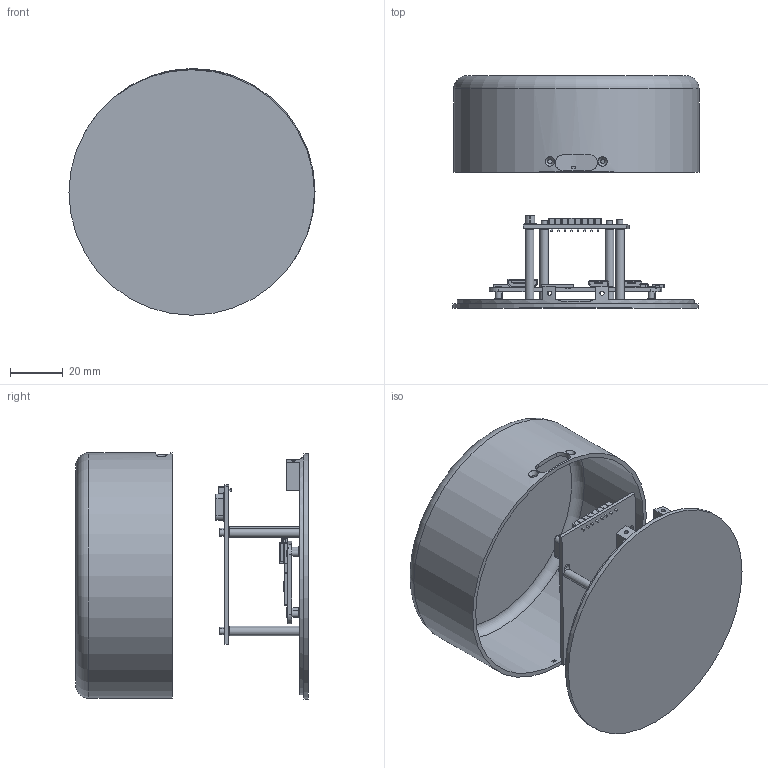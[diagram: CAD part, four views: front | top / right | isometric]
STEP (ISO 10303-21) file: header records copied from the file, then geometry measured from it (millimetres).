
FILE_DESCRIPTION(/* description */ (''),/* implementation_level */ '2;1');
FILE_NAME(/* name */ 'Kaffeecase rund v16.step',/* time_stamp */ '2017-12-16T09:36:51+01:00',/* author */ (''),/* organization */ (''),/* preprocessor_version */ 'ST-DEVELOPER v16.13',/* originating_system */ 'Autodesk Translation Framework v6.5.0.72',/* authorisation */ '');
FILE_SCHEMA (('AUTOMOTIVE_DESIGN { 1 0 10303 214 3 1 1 }'));
Products named in the file (3): Kaffeecase rund; RaspberryPiZeroW; RC522
Assembly tree (2 placements, depth 2):
  Kaffeecase rund
    RaspberryPiZeroW
    RC522
Bounding box: 93.43 x 88.22 x 93.54 mm (x, y, z)
Volume: 55443.6 mm3; surface area: 60644 mm2
Topology: 5 solids, 5 shells, 1699 faces, 4772 edges, 3200 vertices
Faces by surface type: plane 1005, bspline 449, cylinder 223, torus 14, sphere 8
Full cylindrical faces by diameter (mm): 1 x44, 1.6 x2, 2.3 x8, 2.5 x4, 2.65 x4, 3.2 x7, 6 x4, 90 x2, 93.2 x2
Entity records: 56936 total; most frequent: CARTESIAN_POINT 15931, ORIENTED_EDGE 9536, DIRECTION 6943, EDGE_CURVE 4768, LINE 3267, VECTOR 3267, VERTEX_POINT 3200, EDGE_LOOP 1946
